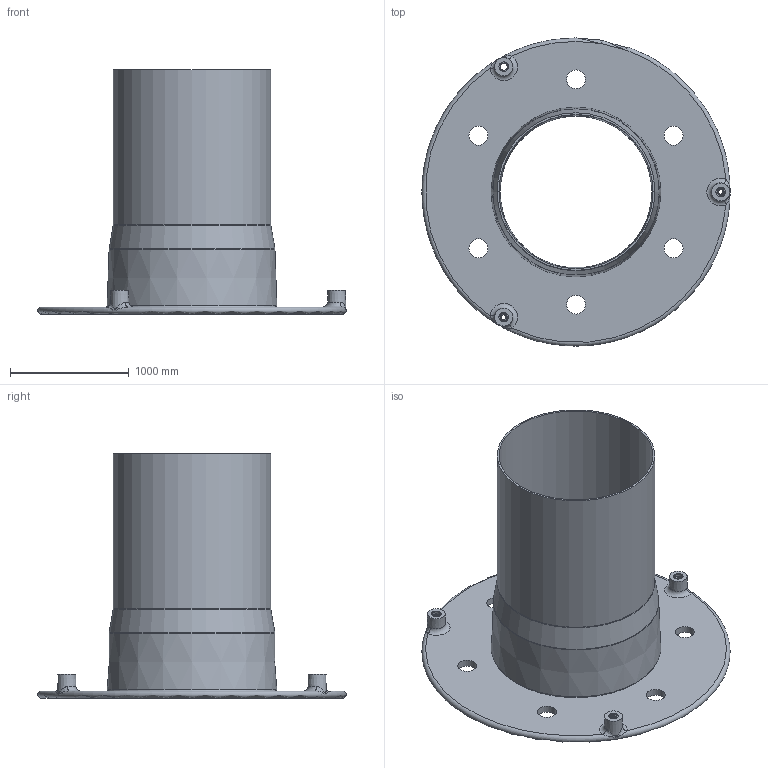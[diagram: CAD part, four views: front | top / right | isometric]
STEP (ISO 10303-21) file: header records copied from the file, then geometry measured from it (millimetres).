
FILE_DESCRIPTION(/* description */ (''),/* implementation_level */ '2;1');
FILE_NAME(/* name */ '19992.000X_3D.stp',/* time_stamp */ '2024-12-12T07:56:00+01:00',/* author */ ('CAD'),/* organization */ (''),/* preprocessor_version */ 'ST-DEVELOPER v20',/* originating_system */ 'AutoCAD Mechanical',/* authorisation */ '');
FILE_SCHEMA (('AUTOMOTIVE_DESIGN { 1 0 10303 214 3 1 1 }'));
Length unit declared in the file: centimetre
Products named in the file (2): Product; *S0
Assembly tree (1 placements, depth 2):
  Product
    *S0
Bounding box: 2599.82 x 2600 x 2060 mm (x, y, z)
Volume: 450321468.6 mm3; surface area: 29973308.1 mm2
Topology: 5 solids, 5 shells, 134 faces, 271 edges, 159 vertices
Faces by surface type: cone 70, cylinder 26, plane 25, torus 10, bspline 3
Full cylindrical faces by diameter (mm): 70 x6, 80 x12, 160 x6, 1300 x1, 1330 x1
Entity records: 4385 total; most frequent: CARTESIAN_POINT 1359, DIRECTION 702, ORIENTED_EDGE 542, AXIS2_PLACEMENT_3D 303, EDGE_CURVE 271, EDGE_LOOP 174, CIRCLE 169, VERTEX_POINT 159
